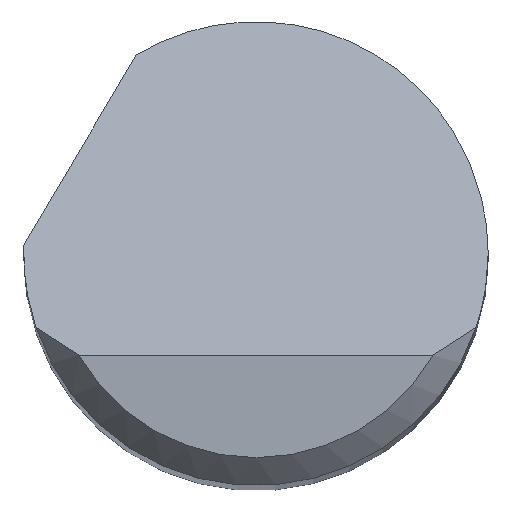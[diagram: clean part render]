
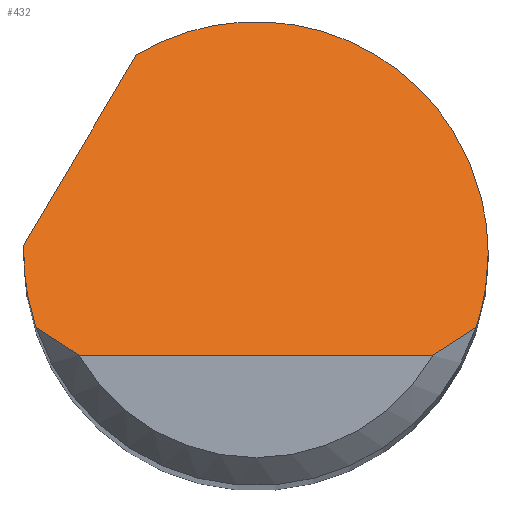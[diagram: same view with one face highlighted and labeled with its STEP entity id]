
A CAD part, top view. The second image highlights one B-rep face of the part: STEP entity #432.
In plain terms, the highlighted planar face has unit normal (0, 0.707, 0.707).
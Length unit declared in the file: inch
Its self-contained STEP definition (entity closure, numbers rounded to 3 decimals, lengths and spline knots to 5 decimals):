
#8 = CARTESIAN_POINT ( 'NONE',  ( -0.125, 0., 1.945 ) ) ;
#31 = CARTESIAN_POINT ( 'NONE',  ( 0.12279, -0.02708, 1.97208 ) ) ;
#33 = ORIENTED_EDGE ( 'NONE', *, *, #505, .F. ) ;
#73 =( BOUNDED_CURVE ( )  B_SPLINE_CURVE ( 3, ( #160, #597, #31, #617 ),
 .UNSPECIFIED., .F., .T. ) 
 B_SPLINE_CURVE_WITH_KNOTS ( ( 4, 4 ),
 ( 1.5708, 1.89653 ),
 .UNSPECIFIED. ) 
 CURVE ( )  GEOMETRIC_REPRESENTATION_ITEM ( )  RATIONAL_B_SPLINE_CURVE ( ( 1., 0.991, 0.991, 1. ) ) 
 REPRESENTATION_ITEM ( '' )  );
#81 = ORIENTED_EDGE ( 'NONE', *, *, #697, .F. ) ;
#85 = VERTEX_POINT ( 'NONE', #424 ) ;
#88 = LINE ( 'NONE', #725, #376 ) ;
#94 = CARTESIAN_POINT ( 'NONE',  ( -0.09526, -0.055, 2. ) ) ;
#101 = VERTEX_POINT ( 'NONE', #689 ) ;
#119 = ORIENTED_EDGE ( 'NONE', *, *, #242, .T. ) ;
#139 = CARTESIAN_POINT ( 'NONE',  ( 0.11107, -0.04528, 1.99028 ) ) ;
#158 = CARTESIAN_POINT ( 'NONE',  ( -0.125, 0., 1.945 ) ) ;
#160 = CARTESIAN_POINT ( 'NONE',  ( 0.125, 0., 1.945 ) ) ;
#173 = CARTESIAN_POINT ( 'NONE',  ( -0.06437, 0.10715, 1.83785 ) ) ;
#180 = CARTESIAN_POINT ( 'NONE',  ( 0.125, 0., 1.945 ) ) ;
#186 =( BOUNDED_CURVE ( )  B_SPLINE_CURVE ( 3, ( #173, #728, #340, #292 ),
 .UNSPECIFIED., .F., .T. ) 
 B_SPLINE_CURVE_WITH_KNOTS ( ( 4, 4 ),
 ( 5.74227, 7.85398 ),
 .UNSPECIFIED. ) 
 CURVE ( )  GEOMETRIC_REPRESENTATION_ITEM ( )  RATIONAL_B_SPLINE_CURVE ( ( 1., 0.662, 0.662, 1. ) ) 
 REPRESENTATION_ITEM ( '' )  );
#192 = CARTESIAN_POINT ( 'NONE',  ( 0.09526, -0.055, 2. ) ) ;
#198 = ORIENTED_EDGE ( 'NONE', *, *, #303, .F. ) ;
#206 = VERTEX_POINT ( 'NONE', #158 ) ;
#232 = EDGE_CURVE ( 'NONE', #206, #717, #741, .T. ) ;
#234 = CARTESIAN_POINT ( 'NONE',  ( -0.1249, 0.005, 1.94 ) ) ;
#242 = EDGE_CURVE ( 'NONE', #403, #742, #88, .T. ) ;
#245 = B_SPLINE_CURVE_WITH_KNOTS ( 'NONE', 3,
 ( #708, #621, #615, #94 ),
 .UNSPECIFIED., .F., .F.,
 ( 4, 4 ),
 ( 0., 0.0008 ),
 .UNSPECIFIED. ) ;
#246 = DIRECTION ( 'NONE',  ( 0.386, 0.652, -0.652 ) ) ;
#252 = CARTESIAN_POINT ( 'NONE',  ( -0.125, -0.01363, 1.95863 ) ) ;
#288 = EDGE_CURVE ( 'NONE', #101, #403, #245, .T. ) ;
#292 = CARTESIAN_POINT ( 'NONE',  ( 0.125, 0., 1.945 ) ) ;
#303 = EDGE_CURVE ( 'NONE', #85, #439, #186, .T. ) ;
#308 = VERTEX_POINT ( 'NONE', #404 ) ;
#320 = DIRECTION ( 'NONE',  ( 1., 0., 0. ) ) ;
#327 = ORIENTED_EDGE ( 'NONE', *, *, #232, .F. ) ;
#340 = CARTESIAN_POINT ( 'NONE',  ( 0.125, 0.10961, 1.83539 ) ) ;
#361 = CARTESIAN_POINT ( 'NONE',  ( -0.11843, -0.04, 1.985 ) ) ;
#368 = ORIENTED_EDGE ( 'NONE', *, *, #478, .F. ) ;
#376 = VECTOR ( 'NONE', #320, 39.37008 ) ;
#394 = PLANE ( 'NONE',  #509 ) ;
#403 = VERTEX_POINT ( 'NONE', #455 ) ;
#404 = CARTESIAN_POINT ( 'NONE',  ( 0.11843, -0.04, 1.985 ) ) ;
#410 = CARTESIAN_POINT ( 'NONE',  ( -0.15516, -0.04606, 1.99106 ) ) ;
#422 = VECTOR ( 'NONE', #246, 39.37008 ) ;
#424 = CARTESIAN_POINT ( 'NONE',  ( -0.06437, 0.10715, 1.83785 ) ) ;
#430 = CARTESIAN_POINT ( 'NONE',  ( -0.1249, 0.005, 1.94 ) ) ;
#432 = ADVANCED_FACE ( 'NONE', ( #680 ), #394, .F. ) ;
#439 = VERTEX_POINT ( 'NONE', #180 ) ;
#454 = CARTESIAN_POINT ( 'NONE',  ( 0.09526, -0.055, 2. ) ) ;
#455 = CARTESIAN_POINT ( 'NONE',  ( -0.09526, -0.055, 2. ) ) ;
#466 = CARTESIAN_POINT ( 'NONE',  ( 0.11843, -0.04, 1.985 ) ) ;
#470 = B_SPLINE_CURVE_WITH_KNOTS ( 'NONE', 3,
 ( #192, #640, #139, #466 ),
 .UNSPECIFIED., .F., .F.,
 ( 4, 4 ),
 ( 0., 0.0008 ),
 .UNSPECIFIED. ) ;
#478 = EDGE_CURVE ( 'NONE', #717, #85, #580, .T. ) ;
#480 = EDGE_CURVE ( 'NONE', #742, #308, #470, .T. ) ;
#493 = CARTESIAN_POINT ( 'NONE',  ( -0.125, 0.00167, 1.94333 ) ) ;
#498 = CARTESIAN_POINT ( 'NONE',  ( -0.12497, 0.00333, 1.94167 ) ) ;
#505 = EDGE_CURVE ( 'NONE', #101, #206, #586, .T. ) ;
#509 = AXIS2_PLACEMENT_3D ( 'NONE', #514, #561, #623 ) ;
#514 = CARTESIAN_POINT ( 'NONE',  ( -0.125, -0.055, 2. ) ) ;
#529 = ORIENTED_EDGE ( 'NONE', *, *, #288, .T. ) ;
#561 = DIRECTION ( 'NONE',  ( 0., -0.707, -0.707 ) ) ;
#580 = LINE ( 'NONE', #410, #422 ) ;
#586 =( BOUNDED_CURVE ( )  B_SPLINE_CURVE ( 3, ( #361, #693, #252, #8 ),
 .UNSPECIFIED., .F., .T. ) 
 B_SPLINE_CURVE_WITH_KNOTS ( ( 4, 4 ),
 ( 4.38666, 4.71239 ),
 .UNSPECIFIED. ) 
 CURVE ( )  GEOMETRIC_REPRESENTATION_ITEM ( )  RATIONAL_B_SPLINE_CURVE ( ( 1., 0.991, 0.991, 1. ) ) 
 REPRESENTATION_ITEM ( '' )  );
#597 = CARTESIAN_POINT ( 'NONE',  ( 0.125, -0.01363, 1.95863 ) ) ;
#602 = CARTESIAN_POINT ( 'NONE',  ( -0.125, 0., 1.945 ) ) ;
#615 = CARTESIAN_POINT ( 'NONE',  ( -0.10339, -0.05031, 1.99531 ) ) ;
#617 = CARTESIAN_POINT ( 'NONE',  ( 0.11843, -0.04, 1.985 ) ) ;
#621 = CARTESIAN_POINT ( 'NONE',  ( -0.11107, -0.04528, 1.99028 ) ) ;
#623 = DIRECTION ( 'NONE',  ( 0., 0.707, -0.707 ) ) ;
#640 = CARTESIAN_POINT ( 'NONE',  ( 0.10339, -0.05031, 1.99531 ) ) ;
#648 = EDGE_LOOP ( 'NONE', ( #119, #701, #81, #198, #368, #327, #33, #529 ) ) ;
#680 = FACE_OUTER_BOUND ( 'NONE', #648, .T. ) ;
#689 = CARTESIAN_POINT ( 'NONE',  ( -0.11843, -0.04, 1.985 ) ) ;
#693 = CARTESIAN_POINT ( 'NONE',  ( -0.12279, -0.02708, 1.97208 ) ) ;
#697 = EDGE_CURVE ( 'NONE', #439, #308, #73, .T. ) ;
#701 = ORIENTED_EDGE ( 'NONE', *, *, #480, .T. ) ;
#708 = CARTESIAN_POINT ( 'NONE',  ( -0.11843, -0.04, 1.985 ) ) ;
#717 = VERTEX_POINT ( 'NONE', #234 ) ;
#725 = CARTESIAN_POINT ( 'NONE',  ( 0., -0.055, 2. ) ) ;
#728 = CARTESIAN_POINT ( 'NONE',  ( 0.0296, 0.1636, 1.7814 ) ) ;
#741 =( BOUNDED_CURVE ( )  B_SPLINE_CURVE ( 3, ( #602, #493, #498, #430 ),
 .UNSPECIFIED., .F., .F. ) 
 B_SPLINE_CURVE_WITH_KNOTS ( ( 4, 4 ),
 ( 4.71239, 4.7524 ),
 .UNSPECIFIED. ) 
 CURVE ( )  GEOMETRIC_REPRESENTATION_ITEM ( )  RATIONAL_B_SPLINE_CURVE ( ( 1., 1., 1., 1. ) ) 
 REPRESENTATION_ITEM ( '' )  );
#742 = VERTEX_POINT ( 'NONE', #454 ) ;
